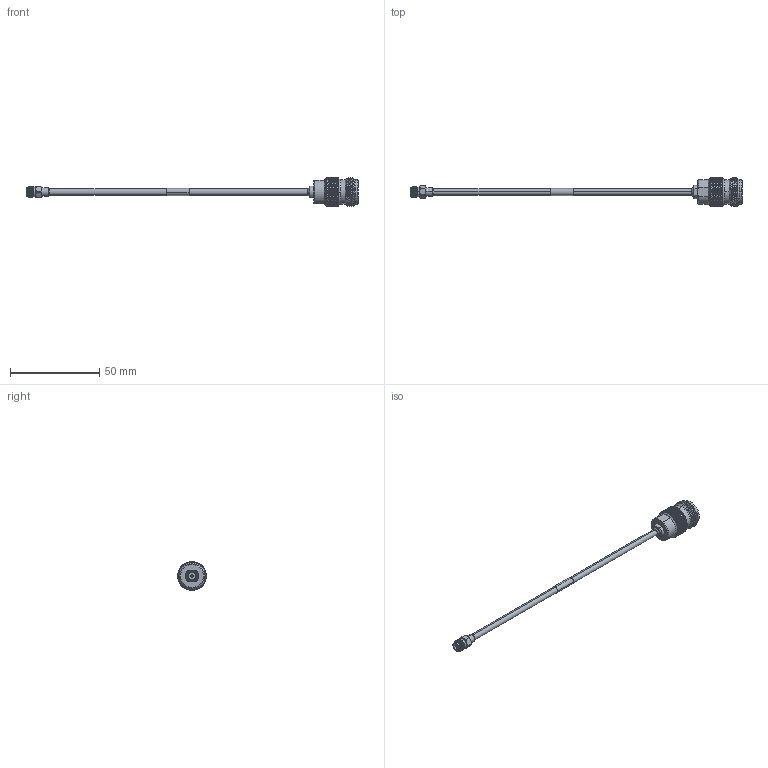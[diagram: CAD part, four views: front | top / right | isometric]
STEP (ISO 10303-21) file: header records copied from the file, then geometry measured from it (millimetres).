
FILE_DESCRIPTION (( 'STEP AP214' ), '1' );
FILE_NAME ('LCCA30417.step', '2020-05-01T18:33:40', ( '' ), ( '' ), 'SwSTEP 2.0', 'SolidWorks 2018', '' );
FILE_SCHEMA (( 'AUTOMOTIVE_DESIGN' ));
Length unit declared in the file: inch
Products named in the file (7): solder plug left^LCCA30417; LCCN3047; LC141TB (141 FORMABLE); LCCA30417; solder plug right^LCCA30417; LCCN3055; 1AW01-003_.152 ID
Assembly tree (6 placements, depth 2):
  LCCA30417
    LC141TB (141 FORMABLE)
    LCCN3047
    solder plug left^LCCA30417
    1AW01-003_.152 ID
    LCCN3055
    solder plug right^LCCA30417
Bounding box: 186.18 x 16 x 16 mm (x, y, z)
Volume: 5543 mm3; surface area: 4742.6 mm2
Topology: 7 solids, 7 shells, 2435 faces, 5173 edges, 2767 vertices
Faces by surface type: bspline 1806, cylinder 524, plane 51, cone 50, sphere 4
Entity records: 93909 total; most frequent: CARTESIAN_POINT 61429, ORIENTED_EDGE 10346, EDGE_CURVE 5173, VERTEX_POINT 2767, EDGE_LOOP 2458, FACE_OUTER_BOUND 2435, ADVANCED_FACE 2435, B_SPLINE_CURVE_WITH_KNOTS 2172
